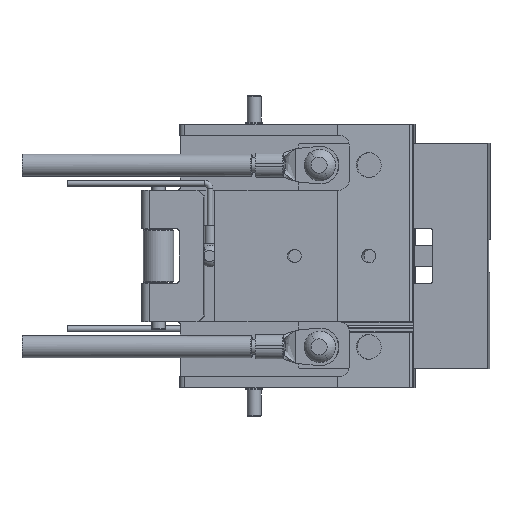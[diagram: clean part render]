
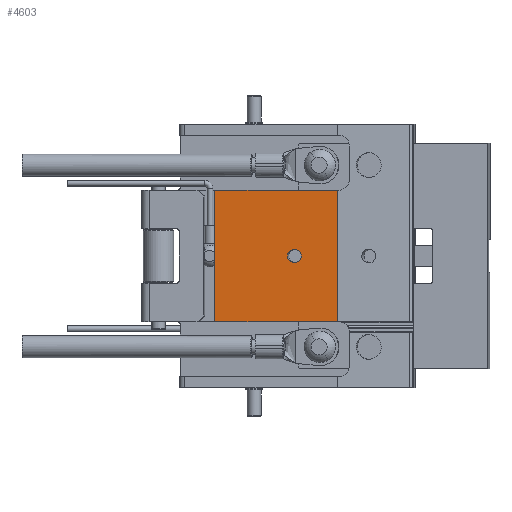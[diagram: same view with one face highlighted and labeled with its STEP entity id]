
A CAD part, front view. The second image highlights one B-rep face of the part: STEP entity #4603.
In plain terms, the highlighted planar face has unit normal (-0.087, -0.996, 0).
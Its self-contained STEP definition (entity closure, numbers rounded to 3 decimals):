
#98 = ORIENTED_EDGE ( 'NONE', *, *, #10935, .T. ) ;
#341 = VECTOR ( 'NONE', #26023, 1000. ) ;
#423 = DIRECTION ( 'NONE',  ( -0.087, -0.996, 0. ) ) ;
#897 = AXIS2_PLACEMENT_3D ( 'NONE', #29733, #22231, #14792 ) ;
#1430 = EDGE_CURVE ( 'Defeature ausgef�hrt1_99+Defeature ausgef�hrt1_117+Defeature ausgef�hrt1_41+Defeature ausgef�hrt1_8', #15873, #7900, #28264, .T. ) ;
#1908 = AXIS2_PLACEMENT_3D ( 'NONE', #11374, #9305, #21061 ) ;
#3116 = FACE_BOUND ( 'NONE', #23015, .T. ) ;
#3370 = CARTESIAN_POINT ( 'NONE',  ( -20.591, -5.878, 11.95 ) ) ;
#3418 = LINE ( 'NONE', #25913, #341 ) ;
#3550 = CARTESIAN_POINT ( 'NONE',  ( -7.142, -7.054, -11.95 ) ) ;
#4603 = ADVANCED_FACE ( 'Defeature ausgef�hrt1_117', ( #3116, #29199 ), #28600, .F. ) ;
#5389 = VERTEX_POINT ( 'NONE', #6142 ) ;
#6142 = CARTESIAN_POINT ( 'NONE',  ( 7.303, -8.318, 1.25 ) ) ;
#7900 = VERTEX_POINT ( 'NONE', #3550 ) ;
#8316 = EDGE_LOOP ( 'NONE', ( #10006, #24919, #24950, #98 ) ) ;
#8720 = DIRECTION ( 'NONE',  ( -0.996, 0.087, 0. ) ) ;
#9035 = CARTESIAN_POINT ( 'NONE',  ( -7.142, -7.054, 11.95 ) ) ;
#9305 = DIRECTION ( 'NONE',  ( 0.087, 0.996, 0. ) ) ;
#9473 = VECTOR ( 'NONE', #8720, 1000. ) ;
#9539 = CARTESIAN_POINT ( 'NONE',  ( 7.303, -8.318, -1.25 ) ) ;
#10006 = ORIENTED_EDGE ( 'NONE', *, *, #18672, .F. ) ;
#10935 = EDGE_CURVE ( 'Defeature ausgef�hrt1_117+Defeature ausgef�hrt1_41+Defeature ausgef�hrt1_99+Defeature ausgef�hrt1_42', #15873, #29067, #27370, .T. ) ;
#10984 = CARTESIAN_POINT ( 'NONE',  ( -20.591, -5.878, -11.95 ) ) ;
#11374 = CARTESIAN_POINT ( 'NONE',  ( -20.591, -5.878, -23.95 ) ) ;
#12866 = DIRECTION ( 'NONE',  ( 0., 0., 1. ) ) ;
#12911 = ORIENTED_EDGE ( 'NONE', *, *, #31087, .F. ) ;
#13041 = EDGE_CURVE ( 'Defeature ausgef�hrt1_8+Defeature ausgef�hrt1_117+Defeature ausgef�hrt1_99+Defeature ausgef�hrt1_42', #7900, #24544, #3418, .T. ) ;
#14616 = CARTESIAN_POINT ( 'NONE',  ( 7.303, -8.318, 0. ) ) ;
#14792 = DIRECTION ( 'NONE',  ( 0., 0., 1. ) ) ;
#14995 = DIRECTION ( 'NONE',  ( 0., 0., 1. ) ) ;
#15054 = CARTESIAN_POINT ( 'NONE',  ( 15.097, -9., 11.95 ) ) ;
#15873 = VERTEX_POINT ( 'NONE', #16559 ) ;
#16099 = EDGE_CURVE ( 'Defeature ausgef�hrt1_700+Defeature ausgef�hrt1_117+Defeature ausgef�hrt1_117+Defeature ausgef�hrt1_117', #27331, #5389, #16840, .T. ) ;
#16559 = CARTESIAN_POINT ( 'NONE',  ( 15.097, -9., -11.95 ) ) ;
#16840 = CIRCLE ( 'NONE', #27898, 1.25 ) ;
#17034 = CARTESIAN_POINT ( 'NONE',  ( 15.097, -9., 50. ) ) ;
#18672 = EDGE_CURVE ( 'Defeature ausgef�hrt1_42+Defeature ausgef�hrt1_117+Defeature ausgef�hrt1_8+Defeature ausgef�hrt1_41', #24544, #29067, #22372, .T. ) ;
#20014 = ORIENTED_EDGE ( 'NONE', *, *, #16099, .F. ) ;
#21061 = DIRECTION ( 'NONE',  ( 0., 0., 1. ) ) ;
#22231 = DIRECTION ( 'NONE',  ( -0.087, -0.996, 0. ) ) ;
#22372 = LINE ( 'NONE', #3370, #27031 ) ;
#22953 = DIRECTION ( 'NONE',  ( 0.996, -0.087, 0. ) ) ;
#23015 = EDGE_LOOP ( 'NONE', ( #12911, #20014 ) ) ;
#24544 = VERTEX_POINT ( 'NONE', #9035 ) ;
#24919 = ORIENTED_EDGE ( 'NONE', *, *, #13041, .F. ) ;
#24950 = ORIENTED_EDGE ( 'NONE', *, *, #1430, .F. ) ;
#25913 = CARTESIAN_POINT ( 'NONE',  ( -7.142, -7.054, -23.95 ) ) ;
#26023 = DIRECTION ( 'NONE',  ( 0., 0., 1. ) ) ;
#27031 = VECTOR ( 'NONE', #22953, 1000. ) ;
#27331 = VERTEX_POINT ( 'NONE', #9539 ) ;
#27370 = LINE ( 'NONE', #17034, #28544 ) ;
#27898 = AXIS2_PLACEMENT_3D ( 'NONE', #14616, #423, #12866 ) ;
#28264 = LINE ( 'NONE', #10984, #9473 ) ;
#28544 = VECTOR ( 'NONE', #14995, 1000. ) ;
#28600 = PLANE ( 'NONE',  #1908 ) ;
#29067 = VERTEX_POINT ( 'NONE', #15054 ) ;
#29199 = FACE_OUTER_BOUND ( 'NONE', #8316, .T. ) ;
#29733 = CARTESIAN_POINT ( 'NONE',  ( 7.303, -8.318, 0. ) ) ;
#29850 = CIRCLE ( 'NONE', #897, 1.25 ) ;
#31087 = EDGE_CURVE ( 'Defeature ausgef�hrt1_700+Defeature ausgef�hrt1_117+Defeature ausgef�hrt1_117+Defeature ausgef�hrt1_117', #5389, #27331, #29850, .T. ) ;
